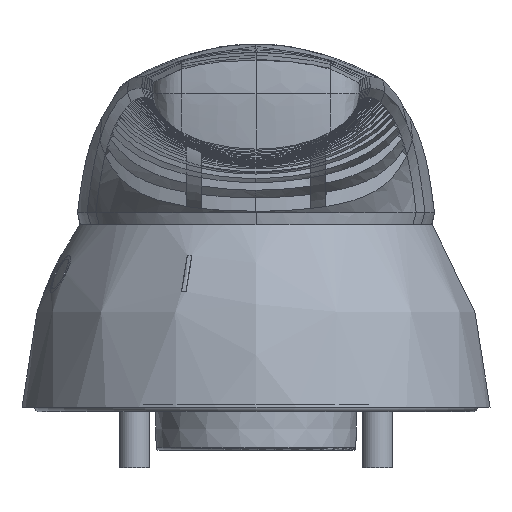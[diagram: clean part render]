
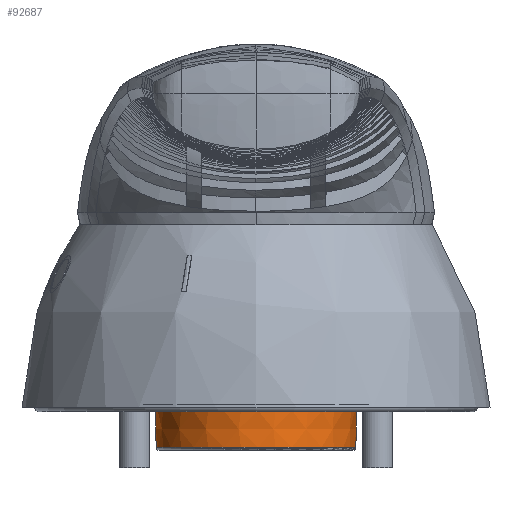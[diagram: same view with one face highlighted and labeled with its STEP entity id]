
A CAD part, left-side view. The second image highlights one B-rep face of the part: STEP entity #92687.
In plain terms, the highlighted conical face has half-angle 0.5 degrees and reference radius 16.5 mm.
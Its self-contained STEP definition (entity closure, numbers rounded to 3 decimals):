
#92645=CARTESIAN_POINT('',(-0.493,16.488,-15.586));
#92646=VERTEX_POINT('',#92645);
#92647=CARTESIAN_POINT('',(0.,0.,-15.586));
#92648=DIRECTION('',(0.,0.,1.));
#92649=DIRECTION('',(0.03,-1.,0.));
#92650=AXIS2_PLACEMENT_3D('',#92647,#92648,#92649);
#92651=CIRCLE('',#92650,16.496);
#92652=EDGE_CURVE('',#92646,#92646,#92651,.T.);
#92668=CARTESIAN_POINT('',(0.,0.,-15.09));
#92669=DIRECTION('',(0.,0.,1.));
#92670=DIRECTION('',(0.03,-1.,0.));
#92671=AXIS2_PLACEMENT_3D('',#92668,#92669,#92670);
#92672=CONICAL_SURFACE('',#92671,16.5,0.5);
#92673=ORIENTED_EDGE('',*,*,#92652,.F.);
#92674=EDGE_LOOP('',(#92673));
#92675=FACE_OUTER_BOUND('',#92674,.T.);
#92676=CARTESIAN_POINT('',(0.,16.443,-21.594));
#92677=VERTEX_POINT('',#92676);
#92678=CARTESIAN_POINT('',(0.,0.,-21.594));
#92679=DIRECTION('',(0.,0.,-1.));
#92680=DIRECTION('',(0.03,-1.,0.));
#92681=AXIS2_PLACEMENT_3D('',#92678,#92679,#92680);
#92682=CIRCLE('',#92681,16.443);
#92683=EDGE_CURVE('',#92677,#92677,#92682,.T.);
#92684=ORIENTED_EDGE('',*,*,#92683,.F.);
#92685=EDGE_LOOP('',(#92684));
#92686=FACE_BOUND('',#92685,.T.);
#92687=ADVANCED_FACE('',(#92675,#92686),#92672,.T.);
